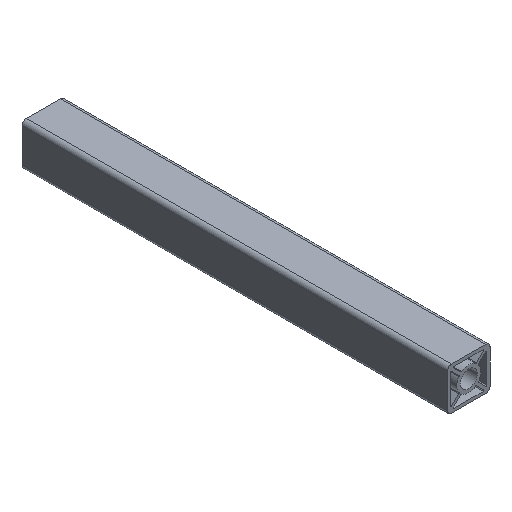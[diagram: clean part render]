
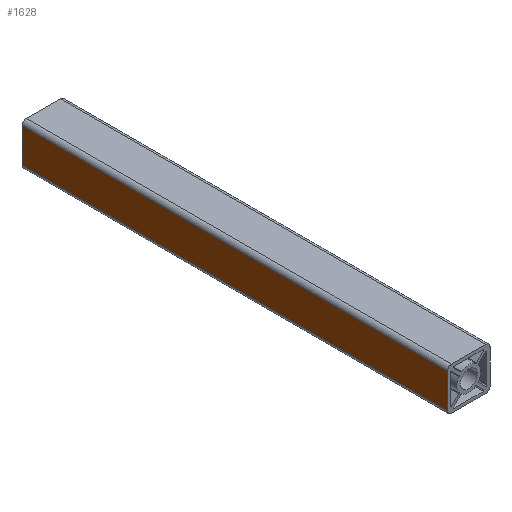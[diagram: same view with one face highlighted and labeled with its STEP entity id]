
A CAD part, isometric view. The second image highlights one B-rep face of the part: STEP entity #1628.
In plain terms, the highlighted face is planar.
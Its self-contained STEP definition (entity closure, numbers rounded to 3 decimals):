
#24 = VECTOR ( 'NONE', #809, 1000. ) ;
#41 = VECTOR ( 'NONE', #740, 1000. ) ;
#50 = VECTOR ( 'NONE', #752, 1000. ) ;
#160 = VECTOR ( 'NONE', #1392, 1000. ) ;
#238 = AXIS2_PLACEMENT_3D ( 'NONE', #297, #300, #301 ) ;
#290 = FACE_OUTER_BOUND ( 'NONE', #966, .T. ) ;
#297 = CARTESIAN_POINT ( 'NONE',  ( 15., -12., -300. ) ) ;
#299 = PLANE ( 'NONE',  #238 ) ;
#300 = DIRECTION ( 'NONE',  ( 1., 0., 0. ) ) ;
#301 = DIRECTION ( 'NONE',  ( 0., 0., -1. ) ) ;
#643 = CARTESIAN_POINT ( 'NONE',  ( 15., -12., 0. ) ) ;
#644 = CARTESIAN_POINT ( 'NONE',  ( 15., 12., -300. ) ) ;
#652 = CARTESIAN_POINT ( 'NONE',  ( 15., 12., 0. ) ) ;
#678 = CARTESIAN_POINT ( 'NONE',  ( 15., -12., -300. ) ) ;
#734 = CARTESIAN_POINT ( 'NONE',  ( 15., -12., -300. ) ) ;
#737 = LINE ( 'NONE', #734, #41 ) ;
#740 = DIRECTION ( 'NONE',  ( 0., 0., 1. ) ) ;
#751 = CARTESIAN_POINT ( 'NONE',  ( 15., -12., -300. ) ) ;
#752 = DIRECTION ( 'NONE',  ( 0., 1., 0. ) ) ;
#756 = LINE ( 'NONE', #751, #50 ) ;
#801 = LINE ( 'NONE', #803, #24 ) ;
#803 = CARTESIAN_POINT ( 'NONE',  ( 15., 12., -300. ) ) ;
#809 = DIRECTION ( 'NONE',  ( 0., 0., 1. ) ) ;
#897 = VERTEX_POINT ( 'NONE', #643 ) ;
#903 = VERTEX_POINT ( 'NONE', #652 ) ;
#907 = VERTEX_POINT ( 'NONE', #644 ) ;
#936 = VERTEX_POINT ( 'NONE', #678 ) ;
#966 = EDGE_LOOP ( 'NONE', ( #1046, #1043, #1036, #1044 ) ) ;
#1036 = ORIENTED_EDGE ( 'NONE', *, *, #1475, .T. ) ;
#1043 = ORIENTED_EDGE ( 'NONE', *, *, #1468, .F. ) ;
#1044 = ORIENTED_EDGE ( 'NONE', *, *, #1496, .T. ) ;
#1046 = ORIENTED_EDGE ( 'NONE', *, *, #1547, .F. ) ;
#1385 = CARTESIAN_POINT ( 'NONE',  ( 15., -12., 0. ) ) ;
#1388 = LINE ( 'NONE', #1385, #160 ) ;
#1392 = DIRECTION ( 'NONE',  ( 0., 1., 0. ) ) ;
#1468 = EDGE_CURVE ( 'NONE', #936, #897, #737, .T. ) ;
#1475 = EDGE_CURVE ( 'NONE', #936, #907, #756, .T. ) ;
#1496 = EDGE_CURVE ( 'NONE', #907, #903, #801, .T. ) ;
#1547 = EDGE_CURVE ( 'NONE', #897, #903, #1388, .T. ) ;
#1628 = ADVANCED_FACE ( 'PLANAR_2', ( #290 ), #299, .T. ) ;
